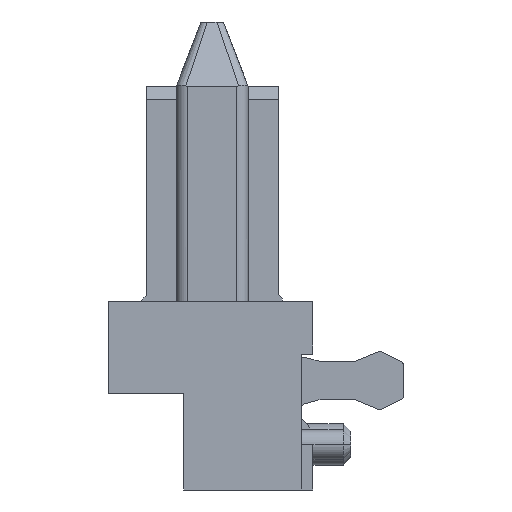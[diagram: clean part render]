
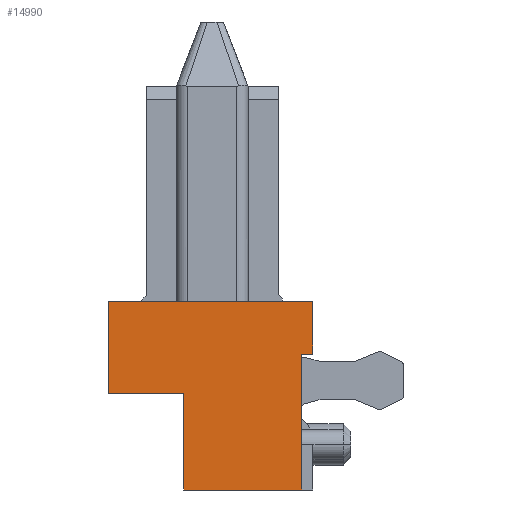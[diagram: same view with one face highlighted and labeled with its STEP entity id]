
A CAD part, left-side view. The second image highlights one B-rep face of the part: STEP entity #14990.
In plain terms, the highlighted planar face has unit normal (-1, 0, 0).
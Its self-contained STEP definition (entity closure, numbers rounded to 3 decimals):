
#1152=DIRECTION('',(0.,0.,1.));
#1153=VECTOR('',#1152,3.6);
#1154=CARTESIAN_POINT('',(-21.2,-3.52,-10.7));
#1155=LINE('4723',#1154,#1153);
#1156=DIRECTION('',(0.,1.,0.));
#1157=VECTOR('',#1156,3.13);
#1158=CARTESIAN_POINT('',(-21.2,-3.52,-10.7));
#1159=LINE('4743',#1158,#1157);
#1160=DIRECTION('',(0.,0.,1.));
#1161=VECTOR('',#1160,2.55);
#1162=CARTESIAN_POINT('',(-21.2,-0.39,-10.7));
#1163=LINE('4592',#1162,#1161);
#1164=DIRECTION('',(0.,-1.,0.));
#1165=VECTOR('',#1164,1.99);
#1166=CARTESIAN_POINT('',(-21.2,1.6,-8.15));
#1167=LINE('4593',#1166,#1165);
#1168=DIRECTION('',(0.,-1.,0.));
#1169=VECTOR('',#1168,0.3);
#1170=CARTESIAN_POINT('',(-21.2,-3.52,-7.1));
#1171=LINE('4724',#1170,#1169);
#1184=DIRECTION('',(0.,0.,1.));
#1185=VECTOR('',#1184,2.45);
#1186=CARTESIAN_POINT('',(-21.2,1.6,-8.15));
#1187=LINE('4595',#1186,#1185);
#1196=DIRECTION('',(0.,-1.,0.));
#1197=VECTOR('',#1196,5.42);
#1198=CARTESIAN_POINT('',(-21.2,1.6,-5.7));
#1199=LINE('4569',#1198,#1197);
#1214=DIRECTION('',(0.,0.,1.));
#1215=VECTOR('',#1214,1.4);
#1216=CARTESIAN_POINT('',(-21.2,-3.82,-7.1));
#1217=LINE('4728',#1216,#1215);
#10905=CARTESIAN_POINT('',(-21.2,1.6,-5.7));
#10907=VERTEX_POINT('',#10905);
#10909=CARTESIAN_POINT('',(-21.2,-3.82,-5.7));
#10910=VERTEX_POINT('',#10909);
#10940=CARTESIAN_POINT('',(-21.2,1.6,-8.15));
#10942=VERTEX_POINT('',#10940);
#10943=CARTESIAN_POINT('',(-21.2,-0.39,-10.7));
#10944=CARTESIAN_POINT('',(-21.2,-0.39,-8.15));
#10945=VERTEX_POINT('',#10943);
#10946=VERTEX_POINT('',#10944);
#11088=CARTESIAN_POINT('',(-21.2,-3.82,-7.1));
#11090=VERTEX_POINT('',#11088);
#11100=CARTESIAN_POINT('',(-21.2,-3.52,-10.7));
#11102=VERTEX_POINT('',#11100);
#11103=CARTESIAN_POINT('',(-21.2,-3.52,-7.1));
#11104=VERTEX_POINT('',#11103);
#14971=CARTESIAN_POINT('',(-21.2,1.6,-10.7));
#14972=DIRECTION('',(1.,0.,0.));
#14973=DIRECTION('',(0.,0.,1.));
#14974=AXIS2_PLACEMENT_3D('',#14971,#14972,#14973);
#14975=PLANE('3645',#14974);
#14976=ORIENTED_EDGE('4723',*,*,#14692,.F.);
#14977=ORIENTED_EDGE('4743',*,*,#14883,.T.);
#14978=ORIENTED_EDGE('4592',*,*,#14953,.T.);
#14979=ORIENTED_EDGE('4593',*,*,#14940,.F.);
#14981=ORIENTED_EDGE('4595',*,*,#14980,.T.);
#14983=ORIENTED_EDGE('4569',*,*,#14982,.T.);
#14985=ORIENTED_EDGE('4728',*,*,#14984,.F.);
#14987=ORIENTED_EDGE('4724',*,*,#14986,.F.);
#14988=EDGE_LOOP('3645',(#14976,#14977,#14978,#14979,#14981,#14983,#14985,
#14987));
#14989=FACE_OUTER_BOUND('3645',#14988,.F.);
#14990=ADVANCED_FACE('3645',(#14989),#14975,.F.);
#14692=EDGE_CURVE('4723',#11102,#11104,#1155,.T.);
#14883=EDGE_CURVE('4743',#11102,#10945,#1159,.T.);
#14940=EDGE_CURVE('4593',#10942,#10946,#1167,.T.);
#14953=EDGE_CURVE('4592',#10945,#10946,#1163,.T.);
#14980=EDGE_CURVE('4595',#10942,#10907,#1187,.T.);
#14982=EDGE_CURVE('4569',#10907,#10910,#1199,.T.);
#14984=EDGE_CURVE('4728',#11090,#10910,#1217,.T.);
#14986=EDGE_CURVE('4724',#11104,#11090,#1171,.T.);
